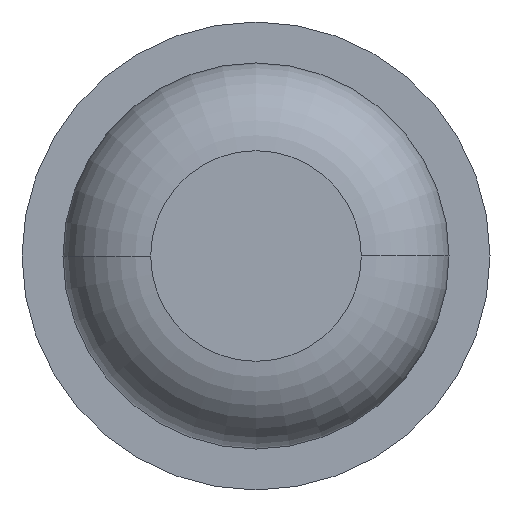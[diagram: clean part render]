
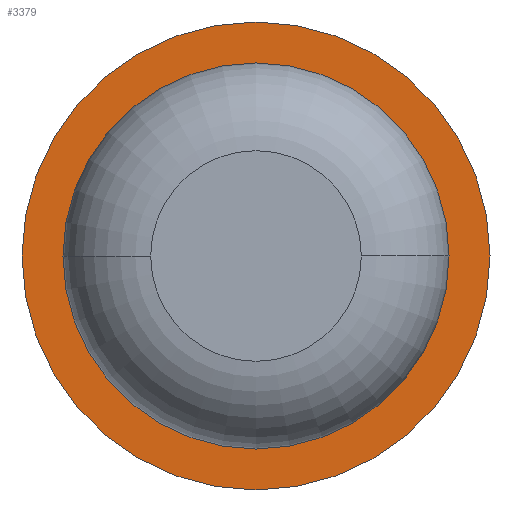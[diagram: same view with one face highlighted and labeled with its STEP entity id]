
A CAD part, front view. The second image highlights one B-rep face of the part: STEP entity #3379.
In plain terms, the highlighted planar face has unit normal (0, -1, 0).
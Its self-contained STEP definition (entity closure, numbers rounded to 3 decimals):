
#75 = DIRECTION ( 'NONE',  ( -1., 0., 0. ) ) ;
#128 = CARTESIAN_POINT ( 'NONE',  ( 0.825, -6., 0. ) ) ;
#207 = DIRECTION ( 'NONE',  ( -1., 0., 0. ) ) ;
#208 = ORIENTED_EDGE ( 'NONE', *, *, #520, .F. ) ;
#274 = EDGE_LOOP ( 'NONE', ( #1138, #3369 ) ) ;
#306 = AXIS2_PLACEMENT_3D ( 'NONE', #2940, #1098, #347 ) ;
#326 = CIRCLE ( 'NONE', #2110, 1. ) ;
#347 = DIRECTION ( 'NONE',  ( -1., 0., 0. ) ) ;
#512 = FACE_OUTER_BOUND ( 'NONE', #959, .T. ) ;
#520 = EDGE_CURVE ( 'Defeature ausgef�hrt1_6+Defeature ausgef�hrt1_5+Defeature ausgef�hrt1_5+Defeature ausgef�hrt1_5', #1793, #2833, #326, .T. ) ;
#609 = DIRECTION ( 'NONE',  ( -1., 0., 0. ) ) ;
#633 = DIRECTION ( 'NONE',  ( 0., 1., 0. ) ) ;
#667 = CARTESIAN_POINT ( 'NONE',  ( -0.825, -6., 0. ) ) ;
#800 = EDGE_CURVE ( 'Defeature ausgef�hrt1_6+Defeature ausgef�hrt1_5+Defeature ausgef�hrt1_5+Defeature ausgef�hrt1_5', #2833, #1793, #941, .T. ) ;
#941 = CIRCLE ( 'NONE', #1791, 1. ) ;
#959 = EDGE_LOOP ( 'NONE', ( #208, #2280 ) ) ;
#971 = CIRCLE ( 'NONE', #306, 0.825 ) ;
#1098 = DIRECTION ( 'NONE',  ( 0., 1., 0. ) ) ;
#1120 = FACE_BOUND ( 'NONE', #274, .T. ) ;
#1138 = ORIENTED_EDGE ( 'NONE', *, *, #3046, .T. ) ;
#1233 = VERTEX_POINT ( 'NONE', #1689 ) ;
#1260 = DIRECTION ( 'NONE',  ( 0., 1., 0. ) ) ;
#1353 = CIRCLE ( 'NONE', #2629, 0.825 ) ;
#1363 = CARTESIAN_POINT ( 'NONE',  ( 0., -6., 0. ) ) ;
#1436 = VERTEX_POINT ( 'NONE', #667 ) ;
#1476 = CARTESIAN_POINT ( 'NONE',  ( -1., -6., 0. ) ) ;
#1642 = CARTESIAN_POINT ( 'NONE',  ( 0., -6., 0. ) ) ;
#1689 = CARTESIAN_POINT ( 'NONE',  ( 0.825, -6., 0. ) ) ;
#1791 = AXIS2_PLACEMENT_3D ( 'NONE', #1642, #2687, #75 ) ;
#1793 = VERTEX_POINT ( 'NONE', #1476 ) ;
#1919 = EDGE_CURVE ( 'Defeature ausgef�hrt1_5+Defeature ausgef�hrt1_0+Defeature ausgef�hrt1_0+Defeature ausgef�hrt1_0', #1233, #1436, #1353, .T. ) ;
#2110 = AXIS2_PLACEMENT_3D ( 'NONE', #2826, #1260, #207 ) ;
#2150 = DIRECTION ( 'NONE',  ( 0., 1., 0. ) ) ;
#2177 = PLANE ( 'NONE',  #3255 ) ;
#2197 = DIRECTION ( 'NONE',  ( -1., 0., 0. ) ) ;
#2280 = ORIENTED_EDGE ( 'NONE', *, *, #800, .F. ) ;
#2340 = CARTESIAN_POINT ( 'NONE',  ( 1., -6., 0. ) ) ;
#2629 = AXIS2_PLACEMENT_3D ( 'NONE', #1363, #2150, #609 ) ;
#2687 = DIRECTION ( 'NONE',  ( 0., 1., 0. ) ) ;
#2826 = CARTESIAN_POINT ( 'NONE',  ( 0., -6., 0. ) ) ;
#2833 = VERTEX_POINT ( 'NONE', #2340 ) ;
#2940 = CARTESIAN_POINT ( 'NONE',  ( 0., -6., 0. ) ) ;
#3046 = EDGE_CURVE ( 'Defeature ausgef�hrt1_5+Defeature ausgef�hrt1_0+Defeature ausgef�hrt1_0+Defeature ausgef�hrt1_0', #1436, #1233, #971, .T. ) ;
#3255 = AXIS2_PLACEMENT_3D ( 'NONE', #128, #633, #2197 ) ;
#3369 = ORIENTED_EDGE ( 'NONE', *, *, #1919, .T. ) ;
#3379 = ADVANCED_FACE ( 'Defeature ausgef�hrt1_5', ( #512, #1120 ), #2177, .F. ) ;
